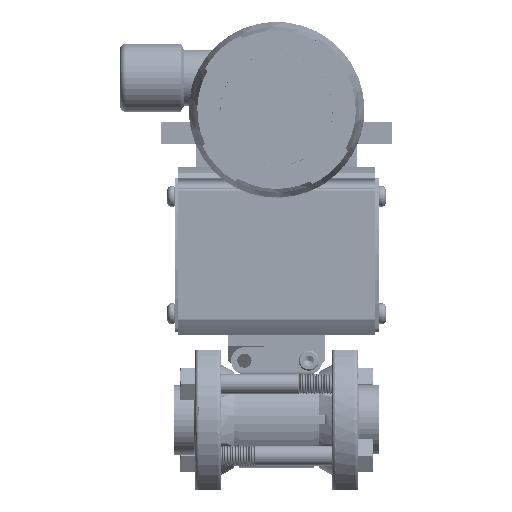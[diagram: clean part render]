
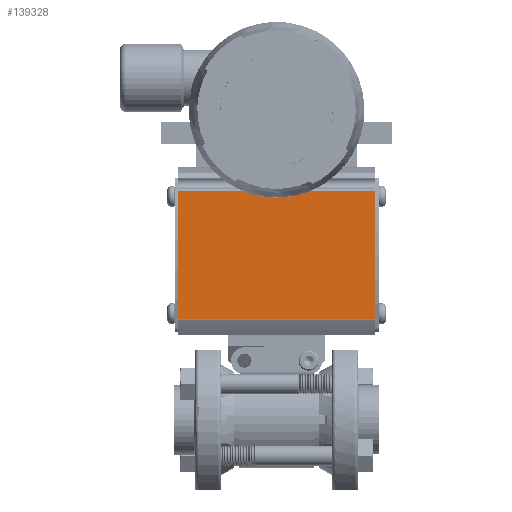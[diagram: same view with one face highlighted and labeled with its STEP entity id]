
A CAD part, top view. The second image highlights one B-rep face of the part: STEP entity #139328.
In plain terms, the highlighted planar face has unit normal (0, 0, 1).
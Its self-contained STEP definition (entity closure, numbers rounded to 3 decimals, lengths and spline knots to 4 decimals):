
#4174 = CARTESIAN_POINT ( 'NONE',  ( -5.0403, 3.5621, 1.17 ) ) ;
#4717 = DIRECTION ( 'NONE',  ( -1., 0., 0. ) ) ;
#14117 = LINE ( 'NONE', #16751, #43176 ) ;
#15561 = VERTEX_POINT ( 'NONE', #60557 ) ;
#16751 = CARTESIAN_POINT ( 'NONE',  ( 1.5275, 3.5694, 1.17 ) ) ;
#20339 = CARTESIAN_POINT ( 'NONE',  ( -1.5275, 1.5679, 1.17 ) ) ;
#20484 = LINE ( 'NONE', #120170, #49534 ) ;
#21149 = CARTESIAN_POINT ( 'NONE',  ( 1.5275, 1.5679, 1.17 ) ) ;
#23354 = FACE_OUTER_BOUND ( 'NONE', #94988, .T. ) ;
#42080 = ORIENTED_EDGE ( 'NONE', *, *, #90675, .F. ) ;
#42461 = PLANE ( 'NONE',  #66780 ) ;
#43176 = VECTOR ( 'NONE', #90953, 39.3701 ) ;
#49534 = VECTOR ( 'NONE', #82863, 39.3701 ) ;
#59253 = CARTESIAN_POINT ( 'NONE',  ( -1.5275, 3.5694, 1.17 ) ) ;
#60557 = CARTESIAN_POINT ( 'NONE',  ( -1.5275, 3.5621, 1.17 ) ) ;
#64131 = VERTEX_POINT ( 'NONE', #21149 ) ;
#64214 = LINE ( 'NONE', #4174, #155142 ) ;
#66780 = AXIS2_PLACEMENT_3D ( 'NONE', #153350, #153898, #79802 ) ;
#71703 = DIRECTION ( 'NONE',  ( 0., 1., 0. ) ) ;
#79802 = DIRECTION ( 'NONE',  ( 0., -1., 0. ) ) ;
#82423 = VERTEX_POINT ( 'NONE', #140188 ) ;
#82863 = DIRECTION ( 'NONE',  ( 1., 0., 0. ) ) ;
#90675 = EDGE_CURVE ( 'NONE', #132168, #15561, #98252, .T. ) ;
#90953 = DIRECTION ( 'NONE',  ( 0., -1., 0. ) ) ;
#94391 = VECTOR ( 'NONE', #71703, 39.3701 ) ;
#94988 = EDGE_LOOP ( 'NONE', ( #153954, #113867, #42080, #116075 ) ) ;
#98252 = LINE ( 'NONE', #59253, #94391 ) ;
#113867 = ORIENTED_EDGE ( 'NONE', *, *, #145928, .T. ) ;
#116075 = ORIENTED_EDGE ( 'NONE', *, *, #157007, .T. ) ;
#120170 = CARTESIAN_POINT ( 'NONE',  ( -5.0403, 1.5679, 1.17 ) ) ;
#132168 = VERTEX_POINT ( 'NONE', #20339 ) ;
#135617 = EDGE_CURVE ( 'NONE', #82423, #64131, #14117, .T. ) ;
#139328 = ADVANCED_FACE ( 'NONE', ( #23354 ), #42461, .F. ) ;
#140188 = CARTESIAN_POINT ( 'NONE',  ( 1.5275, 3.5621, 1.17 ) ) ;
#145928 = EDGE_CURVE ( 'NONE', #82423, #15561, #64214, .T. ) ;
#153350 = CARTESIAN_POINT ( 'NONE',  ( -5.0403, 3.5694, 1.17 ) ) ;
#153898 = DIRECTION ( 'NONE',  ( 0., 0., -1. ) ) ;
#153954 = ORIENTED_EDGE ( 'NONE', *, *, #135617, .F. ) ;
#155142 = VECTOR ( 'NONE', #4717, 39.3701 ) ;
#157007 = EDGE_CURVE ( 'NONE', #132168, #64131, #20484, .T. ) ;
